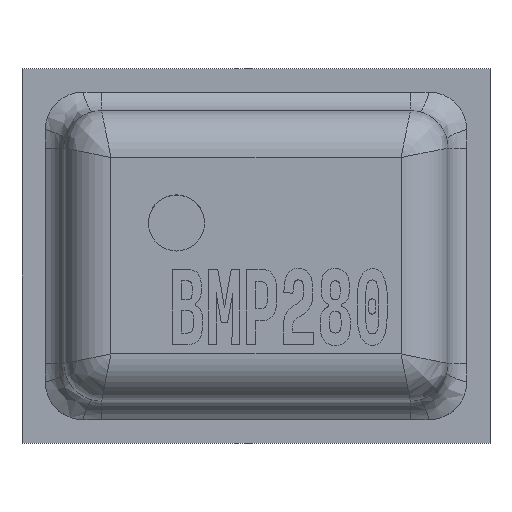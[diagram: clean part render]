
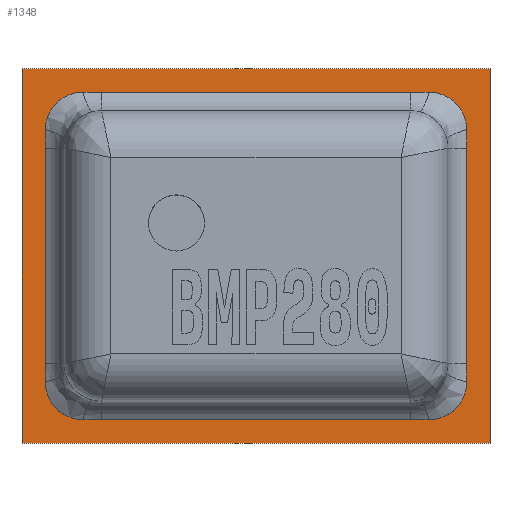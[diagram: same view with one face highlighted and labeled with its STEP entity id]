
A CAD part, top view. The second image highlights one B-rep face of the part: STEP entity #1348.
In plain terms, the highlighted planar face has unit normal (0, 0, 1).
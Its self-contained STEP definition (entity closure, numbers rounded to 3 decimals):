
#1348 = ADVANCED_FACE('',(#1349,#1383),#1453,.F.);
#1349 = FACE_BOUND('',#1350,.T.);
#1350 = EDGE_LOOP('',(#1351,#1361,#1369,#1377));
#1351 = ORIENTED_EDGE('',*,*,#1352,.F.);
#1352 = EDGE_CURVE('',#1353,#1355,#1357,.T.);
#1353 = VERTEX_POINT('',#1354);
#1354 = CARTESIAN_POINT('',(-1.25,-1.,0.19));
#1355 = VERTEX_POINT('',#1356);
#1356 = CARTESIAN_POINT('',(-1.25,1.,0.19));
#1357 = LINE('',#1358,#1359);
#1358 = CARTESIAN_POINT('',(-1.25,-1.,0.19));
#1359 = VECTOR('',#1360,1.);
#1360 = DIRECTION('',(0.,1.,0.));
#1361 = ORIENTED_EDGE('',*,*,#1362,.T.);
#1362 = EDGE_CURVE('',#1353,#1363,#1365,.T.);
#1363 = VERTEX_POINT('',#1364);
#1364 = CARTESIAN_POINT('',(1.25,-1.,0.19));
#1365 = LINE('',#1366,#1367);
#1366 = CARTESIAN_POINT('',(-1.25,-1.,0.19));
#1367 = VECTOR('',#1368,1.);
#1368 = DIRECTION('',(1.,0.,0.));
#1369 = ORIENTED_EDGE('',*,*,#1370,.T.);
#1370 = EDGE_CURVE('',#1363,#1371,#1373,.T.);
#1371 = VERTEX_POINT('',#1372);
#1372 = CARTESIAN_POINT('',(1.25,1.,0.19));
#1373 = LINE('',#1374,#1375);
#1374 = CARTESIAN_POINT('',(1.25,-1.,0.19));
#1375 = VECTOR('',#1376,1.);
#1376 = DIRECTION('',(0.,1.,0.));
#1377 = ORIENTED_EDGE('',*,*,#1378,.F.);
#1378 = EDGE_CURVE('',#1355,#1371,#1379,.T.);
#1379 = LINE('',#1380,#1381);
#1380 = CARTESIAN_POINT('',(-1.25,1.,0.19));
#1381 = VECTOR('',#1382,1.);
#1382 = DIRECTION('',(1.,0.,0.));
#1383 = FACE_BOUND('',#1384,.T.);
#1384 = EDGE_LOOP('',(#1385,#1396,#1404,#1413,#1421,#1430,#1438,#1447));
#1385 = ORIENTED_EDGE('',*,*,#1386,.F.);
#1386 = EDGE_CURVE('',#1387,#1389,#1391,.T.);
#1387 = VERTEX_POINT('',#1388);
#1388 = CARTESIAN_POINT('',(-1.125,-0.675,0.19));
#1389 = VERTEX_POINT('',#1390);
#1390 = CARTESIAN_POINT('',(-0.925,-0.875,0.19));
#1391 = CIRCLE('',#1392,0.2);
#1392 = AXIS2_PLACEMENT_3D('',#1393,#1394,#1395);
#1393 = CARTESIAN_POINT('',(-0.925,-0.675,0.19));
#1394 = DIRECTION('',(0.,0.,1.));
#1395 = DIRECTION('',(0.,1.,0.));
#1396 = ORIENTED_EDGE('',*,*,#1397,.F.);
#1397 = EDGE_CURVE('',#1398,#1387,#1400,.T.);
#1398 = VERTEX_POINT('',#1399);
#1399 = CARTESIAN_POINT('',(-1.125,0.675,0.19));
#1400 = LINE('',#1401,#1402);
#1401 = CARTESIAN_POINT('',(-1.125,-0.675,0.19));
#1402 = VECTOR('',#1403,1.);
#1403 = DIRECTION('',(0.,-1.,0.));
#1404 = ORIENTED_EDGE('',*,*,#1405,.F.);
#1405 = EDGE_CURVE('',#1406,#1398,#1408,.T.);
#1406 = VERTEX_POINT('',#1407);
#1407 = CARTESIAN_POINT('',(-0.925,0.875,0.19));
#1408 = CIRCLE('',#1409,0.2);
#1409 = AXIS2_PLACEMENT_3D('',#1410,#1411,#1412);
#1410 = CARTESIAN_POINT('',(-0.925,0.675,0.19));
#1411 = DIRECTION('',(0.,0.,1.));
#1412 = DIRECTION('',(0.,1.,0.));
#1413 = ORIENTED_EDGE('',*,*,#1414,.F.);
#1414 = EDGE_CURVE('',#1415,#1406,#1417,.T.);
#1415 = VERTEX_POINT('',#1416);
#1416 = CARTESIAN_POINT('',(0.925,0.875,0.19));
#1417 = LINE('',#1418,#1419);
#1418 = CARTESIAN_POINT('',(-0.925,0.875,0.19));
#1419 = VECTOR('',#1420,1.);
#1420 = DIRECTION('',(-1.,0.,0.));
#1421 = ORIENTED_EDGE('',*,*,#1422,.F.);
#1422 = EDGE_CURVE('',#1423,#1415,#1425,.T.);
#1423 = VERTEX_POINT('',#1424);
#1424 = CARTESIAN_POINT('',(1.125,0.675,0.19));
#1425 = CIRCLE('',#1426,0.2);
#1426 = AXIS2_PLACEMENT_3D('',#1427,#1428,#1429);
#1427 = CARTESIAN_POINT('',(0.925,0.675,0.19));
#1428 = DIRECTION('',(0.,0.,1.));
#1429 = DIRECTION('',(0.,1.,0.));
#1430 = ORIENTED_EDGE('',*,*,#1431,.F.);
#1431 = EDGE_CURVE('',#1432,#1423,#1434,.T.);
#1432 = VERTEX_POINT('',#1433);
#1433 = CARTESIAN_POINT('',(1.125,-0.675,0.19));
#1434 = LINE('',#1435,#1436);
#1435 = CARTESIAN_POINT('',(1.125,-0.675,0.19));
#1436 = VECTOR('',#1437,1.);
#1437 = DIRECTION('',(0.,1.,0.));
#1438 = ORIENTED_EDGE('',*,*,#1439,.F.);
#1439 = EDGE_CURVE('',#1440,#1432,#1442,.T.);
#1440 = VERTEX_POINT('',#1441);
#1441 = CARTESIAN_POINT('',(0.925,-0.875,0.19));
#1442 = CIRCLE('',#1443,0.2);
#1443 = AXIS2_PLACEMENT_3D('',#1444,#1445,#1446);
#1444 = CARTESIAN_POINT('',(0.925,-0.675,0.19));
#1445 = DIRECTION('',(0.,0.,1.));
#1446 = DIRECTION('',(0.,-1.,0.));
#1447 = ORIENTED_EDGE('',*,*,#1448,.F.);
#1448 = EDGE_CURVE('',#1389,#1440,#1449,.T.);
#1449 = LINE('',#1450,#1451);
#1450 = CARTESIAN_POINT('',(-0.925,-0.875,0.19));
#1451 = VECTOR('',#1452,1.);
#1452 = DIRECTION('',(1.,0.,0.));
#1453 = PLANE('',#1454);
#1454 = AXIS2_PLACEMENT_3D('',#1455,#1456,#1457);
#1455 = CARTESIAN_POINT('',(0.,0.,0.19));
#1456 = DIRECTION('',(0.,0.,-1.));
#1457 = DIRECTION('',(0.,1.,0.));
